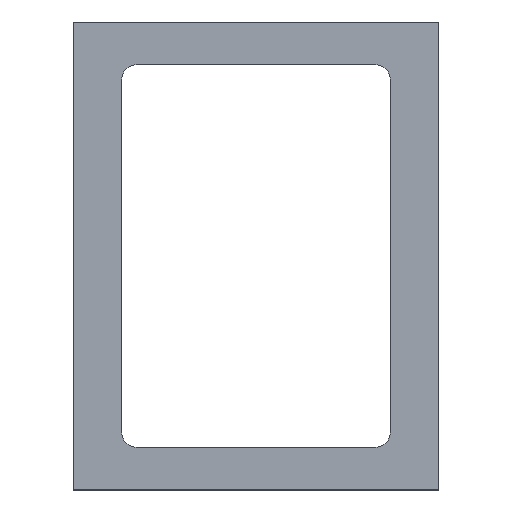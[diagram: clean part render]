
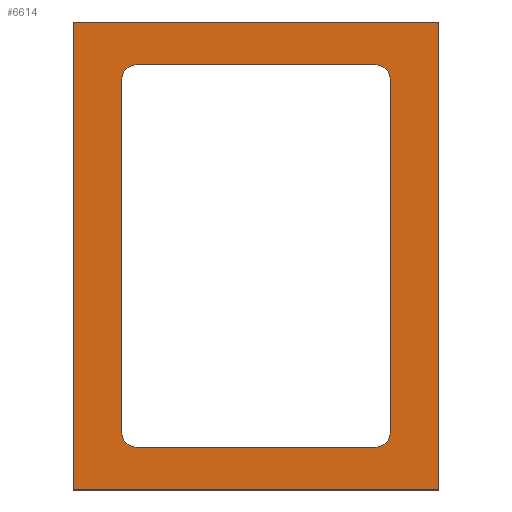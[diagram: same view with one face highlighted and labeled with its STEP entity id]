
A CAD part, top view. The second image highlights one B-rep face of the part: STEP entity #6614.
In plain terms, the highlighted planar face has unit normal (0, 0, 1).
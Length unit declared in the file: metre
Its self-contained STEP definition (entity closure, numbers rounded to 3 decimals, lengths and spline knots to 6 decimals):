
#579=LINE('',#10139,#1339);
#582=LINE('',#10145,#1342);
#584=LINE('',#10149,#1344);
#588=LINE('',#10159,#1348);
#591=LINE('',#10167,#1351);
#594=LINE('',#10175,#1354);
#596=LINE('',#10181,#1356);
#597=LINE('',#10183,#1357);
#1339=VECTOR('',#7919,1.);
#1342=VECTOR('',#7924,1.);
#1344=VECTOR('',#7928,1.);
#1348=VECTOR('',#7938,1.);
#1351=VECTOR('',#7947,1.);
#1354=VECTOR('',#7956,1.);
#1356=VECTOR('',#7964,1.);
#1357=VECTOR('',#7967,1.);
#2164=ORIENTED_EDGE('',*,*,#4042,.F.);
#2165=ORIENTED_EDGE('',*,*,#4045,.T.);
#2166=ORIENTED_EDGE('',*,*,#4047,.F.);
#2167=ORIENTED_EDGE('',*,*,#4049,.T.);
#2168=ORIENTED_EDGE('',*,*,#4051,.F.);
#2169=ORIENTED_EDGE('',*,*,#4053,.F.);
#2170=ORIENTED_EDGE('',*,*,#4055,.F.);
#2171=ORIENTED_EDGE('',*,*,#4056,.F.);
#2172=ORIENTED_EDGE('',*,*,#4035,.F.);
#2173=ORIENTED_EDGE('',*,*,#4038,.T.);
#2174=ORIENTED_EDGE('',*,*,#4040,.T.);
#2175=ORIENTED_EDGE('',*,*,#4057,.F.);
#4035=EDGE_CURVE('',#4992,#4993,#579,.T.);
#4038=EDGE_CURVE('',#4992,#4994,#582,.T.);
#4040=EDGE_CURVE('',#4994,#4995,#584,.T.);
#4042=EDGE_CURVE('',#4996,#4997,#5376,.T.);
#4045=EDGE_CURVE('',#4996,#4998,#588,.T.);
#4047=EDGE_CURVE('',#4999,#4998,#5377,.T.);
#4049=EDGE_CURVE('',#4999,#5000,#591,.T.);
#4051=EDGE_CURVE('',#5001,#5000,#5378,.T.);
#4053=EDGE_CURVE('',#5002,#5001,#594,.T.);
#4055=EDGE_CURVE('',#5003,#5002,#5379,.T.);
#4056=EDGE_CURVE('',#4997,#5003,#596,.T.);
#4057=EDGE_CURVE('',#4993,#4995,#597,.T.);
#4992=VERTEX_POINT('',#10138);
#4993=VERTEX_POINT('',#10140);
#4994=VERTEX_POINT('',#10144);
#4995=VERTEX_POINT('',#10148);
#4996=VERTEX_POINT('',#10152);
#4997=VERTEX_POINT('',#10154);
#4998=VERTEX_POINT('',#10158);
#4999=VERTEX_POINT('',#10162);
#5000=VERTEX_POINT('',#10166);
#5001=VERTEX_POINT('',#10170);
#5002=VERTEX_POINT('',#10174);
#5003=VERTEX_POINT('',#10178);
#5376=CIRCLE('',#7066,0.003175);
#5377=CIRCLE('',#7069,0.003175);
#5378=CIRCLE('',#7072,0.003175);
#5379=CIRCLE('',#7075,0.003175);
#5449=EDGE_LOOP('',(#2164,#2165,#2166,#2167,#2168,#2169,#2170,#2171));
#5450=EDGE_LOOP('',(#2172,#2173,#2174,#2175));
#5935=FACE_BOUND('',#5449,.T.);
#5936=FACE_BOUND('',#5450,.T.);
#6366=PLANE('',#7078);
#6614=ADVANCED_FACE('',(#5935,#5936),#6366,.T.);
#7066=AXIS2_PLACEMENT_3D('',#10153,#7932,#7933);
#7069=AXIS2_PLACEMENT_3D('',#10163,#7942,#7943);
#7072=AXIS2_PLACEMENT_3D('',#10171,#7951,#7952);
#7075=AXIS2_PLACEMENT_3D('',#10179,#7960,#7961);
#7078=AXIS2_PLACEMENT_3D('',#10184,#7968,#7969);
#7919=DIRECTION('',(0.,-1.,0.));
#7924=DIRECTION('',(-1.,0.,0.));
#7928=DIRECTION('',(0.,-1.,0.));
#7932=DIRECTION('',(0.,0.,1.));
#7933=DIRECTION('',(1.,0.,0.));
#7938=DIRECTION('',(0.,-1.,0.));
#7942=DIRECTION('',(0.,0.,1.));
#7943=DIRECTION('',(1.,0.,0.));
#7947=DIRECTION('',(-1.,0.,0.));
#7951=DIRECTION('',(0.,0.,1.));
#7952=DIRECTION('',(1.,0.,0.));
#7956=DIRECTION('',(0.,-1.,0.));
#7960=DIRECTION('',(0.,0.,1.));
#7961=DIRECTION('',(1.,0.,0.));
#7964=DIRECTION('',(-1.,0.,0.));
#7967=DIRECTION('',(-1.,0.,0.));
#7968=DIRECTION('',(0.,0.,1.));
#7969=DIRECTION('',(1.,0.,0.));
#10138=CARTESIAN_POINT('',(0.04064,0.05207,0.005715));
#10139=CARTESIAN_POINT('',(0.04064,0.,0.005715));
#10140=CARTESIAN_POINT('',(0.04064,-0.05207,0.005715));
#10144=CARTESIAN_POINT('',(-0.04064,0.05207,0.005715));
#10145=CARTESIAN_POINT('',(0.,0.05207,0.005715));
#10148=CARTESIAN_POINT('',(-0.04064,-0.05207,0.005715));
#10149=CARTESIAN_POINT('',(-0.04064,0.,0.005715));
#10152=CARTESIAN_POINT('',(0.029845,0.03937,0.005715));
#10153=CARTESIAN_POINT('',(0.02667,0.03937,0.005715));
#10154=CARTESIAN_POINT('',(0.02667,0.042545,0.005715));
#10158=CARTESIAN_POINT('',(0.029845,-0.03937,0.005715));
#10159=CARTESIAN_POINT('',(0.029845,0.,0.005715));
#10162=CARTESIAN_POINT('',(0.02667,-0.042545,0.005715));
#10163=CARTESIAN_POINT('',(0.02667,-0.03937,0.005715));
#10166=CARTESIAN_POINT('',(-0.02667,-0.042545,0.005715));
#10167=CARTESIAN_POINT('',(0.,-0.042545,0.005715));
#10170=CARTESIAN_POINT('',(-0.029845,-0.03937,0.005715));
#10171=CARTESIAN_POINT('',(-0.02667,-0.03937,0.005715));
#10174=CARTESIAN_POINT('',(-0.029845,0.03937,0.005715));
#10175=CARTESIAN_POINT('',(-0.029845,0.,0.005715));
#10178=CARTESIAN_POINT('',(-0.02667,0.042545,0.005715));
#10179=CARTESIAN_POINT('',(-0.02667,0.03937,0.005715));
#10181=CARTESIAN_POINT('',(0.,0.042545,0.005715));
#10183=CARTESIAN_POINT('',(0.,-0.05207,0.005715));
#10184=CARTESIAN_POINT('',(0.,0.,0.005715));
